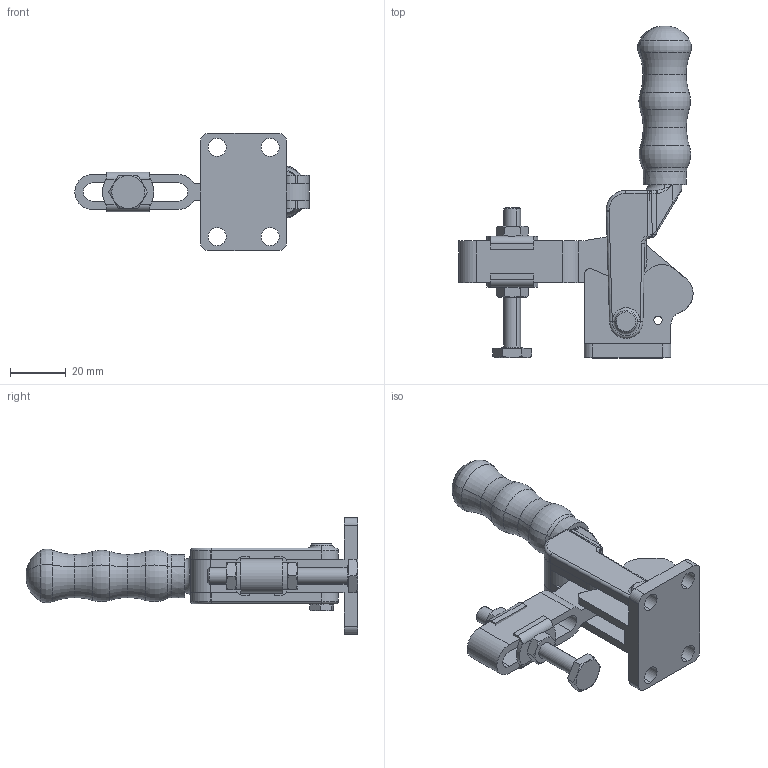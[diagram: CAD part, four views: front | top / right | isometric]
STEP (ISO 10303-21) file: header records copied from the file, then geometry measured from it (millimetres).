
FILE_DESCRIPTION (( 'STEP AP214' ), '1' );
FILE_NAME ('GH-70320-B(Â²¤Æ)-1.STEP', '2020-03-16T05:37:36', ( 'LinWei' ), ( '' ), 'SwSTEP 2.0', 'SolidWorks 2016', '' );
FILE_SCHEMA (( 'AUTOMOTIVE_DESIGN' ));
Length unit declared in the file: millimetre
Products named in the file (7): Group4^GH-70320-B(簡化)-1; Group2^GH-70320-B(簡化)-1; Group5^GH-70320-B(簡化)-1; GH-70320-B(簡化)-1; Group1_GH-70320(簡化); Group1^Group1_GH-70320(簡化); 4701608-1^GH-70320-B(簡化)-1
Assembly tree (6 placements, depth 3):
  GH-70320-B(簡化)-1
    Group5^GH-70320-B(簡化)-1
    Group2^GH-70320-B(簡化)-1
    Group4^GH-70320-B(簡化)-1
    4701608-1^GH-70320-B(簡化)-1
    Group1_GH-70320(簡化)
      Group1^Group1_GH-70320(簡化)
Bounding box: 84 x 119.02 x 42 mm (x, y, z)
Volume: 46693.2 mm3; surface area: 25520.5 mm2
Topology: 5 solids, 5 shells, 342 faces, 854 edges, 522 vertices
Faces by surface type: plane 117, cylinder 112, cone 46, torus 39, bspline 26, sphere 2
Entity records: 12469 total; most frequent: CARTESIAN_POINT 3211, DIRECTION 1714, ORIENTED_EDGE 1688, EDGE_CURVE 844, AXIS2_PLACEMENT_3D 691, VERTEX_POINT 520, EDGE_LOOP 382, CIRCLE 365
